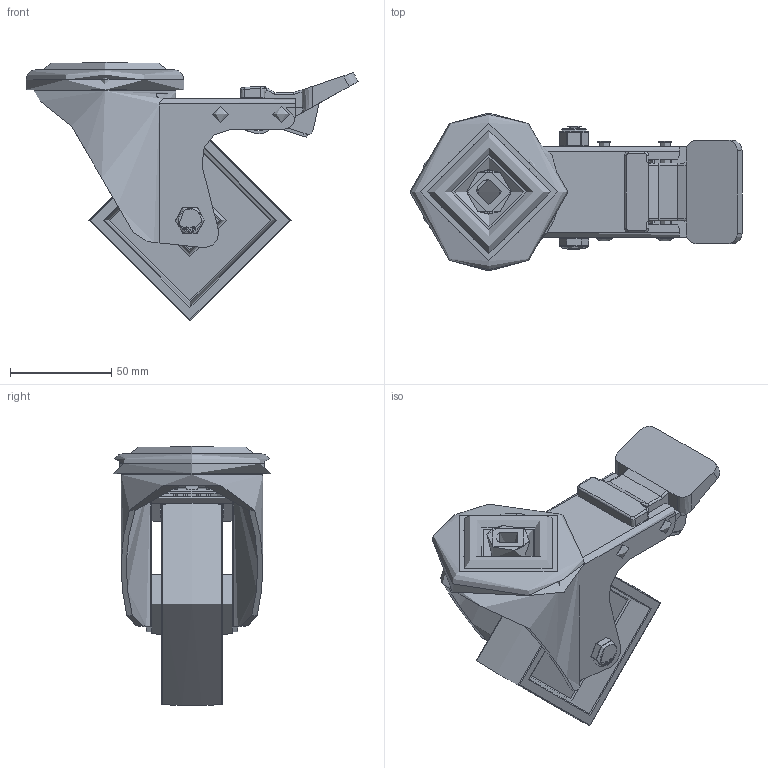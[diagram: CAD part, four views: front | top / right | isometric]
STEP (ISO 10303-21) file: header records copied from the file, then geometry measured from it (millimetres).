
FILE_DESCRIPTION(/* description */ ('','CAx-IF Rec.Pracs.---Representation and Presentation of Product Manufacturing Information (PMI)---4.0---2014-10-13'),/* implementation_level */ '2;1');
FILE_NAME(/* name */ 'SSXM100NYBH12SWBHT.step',/* time_stamp */ '2025-02-26T15:35:41Z',/* author */ (''),/* organization */ (''),/* preprocessor_version */ 'ST-DEVELOPER v20',/* originating_system */ 'Autodesk Translation Framework v13.20.0.188',/* authorisation */ '');
FILE_SCHEMA (('AP242_MANAGED_MODEL_BASED_3D_ENGINEERING_MIM_LF { 1 0 10303 442 1 1 4 }'));
Length unit declared in the file: millimetre
Products named in the file (23): SSXM100NYBH12SWBHT; BZMM100WNY130 v1; FIBRE GLASS FILLED NYLON WHEEL; SSXM100ASBH12SWB - 40 v1; STAINLESS STEEL FORKS (1); PRESSED STEEL FORKS Geometry (1); BOLTS (1); STAINLESS STEEL TOP PLATE (1); PRESSED STEEL TOP PLATE Geometry (1); BALL BEARINGS (1); Component1 (1); BALL BEARINGS2 (1); Component2 (1); NYLON BRAKE PEDAL (1); BRAKE PAD (1); TUBEM12X40SS v1; STAINLESS STEEL TUBE; HEXBOLTM8X55A2 v2; GRADE A2 304 STAINLESS STEEL  BOLT; NYLOCM8A2 v1; STAINLESS STEEL NYLOC NUT; NUT; RUBBER
Assembly tree (58 placements, depth 5):
  SSXM100NYBH12SWBHT
    BZMM100WNY130 v1
      FIBRE GLASS FILLED NYLON WHEEL
    SSXM100ASBH12SWB - 40 v1
      STAINLESS STEEL FORKS (1)
        PRESSED STEEL FORKS Geometry (1)
        BOLTS (1)
      STAINLESS STEEL TOP PLATE (1)
        PRESSED STEEL TOP PLATE Geometry (1)
        BALL BEARINGS (1)
          Component1 (1)  x20
        BALL BEARINGS2 (1)
          Component2 (1)  x18
      NYLON BRAKE PEDAL (1)
      BRAKE PAD (1)
    TUBEM12X40SS v1
      STAINLESS STEEL TUBE
    HEXBOLTM8X55A2 v2
      GRADE A2 304 STAINLESS STEEL  BOLT
    NYLOCM8A2 v1
      STAINLESS STEEL NYLOC NUT
        NUT
        RUBBER
Bounding box: 164 x 78 x 127.95 mm (x, y, z)
Volume: 216580.5 mm3; surface area: 118810.8 mm2
Topology: 49 solids, 49 shells, 657 faces, 1679 edges, 1064 vertices
Faces by surface type: plane 254, cylinder 229, sphere 64, bspline 63, torus 29, cone 18
Full cylindrical faces by diameter (mm): 3.5 x2, 5 x7, 6.446 x7, 6.5 x2, 7.866 x13, 8 x5, 8.2 x2, 8.5 x1, 8.6 x2, 11.5 x1, 11.9 x1, 12.1 x1, 12.2 x1, 12.5 x1, 20 x1, 22 x2, 25 x1, 29 x2, 56 x1, 65 x1, 70 x1, 72 x1, 78 x1
Entity records: 28000 total; most frequent: CARTESIAN_POINT 12480, ORIENTED_EDGE 3118, DIRECTION 3099, EDGE_CURVE 1559, AXIS2_PLACEMENT_3D 1156, VERTEX_POINT 992, LINE 787, VECTOR 787
